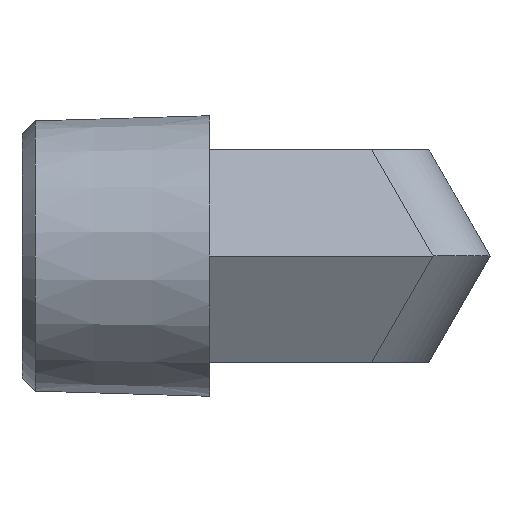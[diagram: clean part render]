
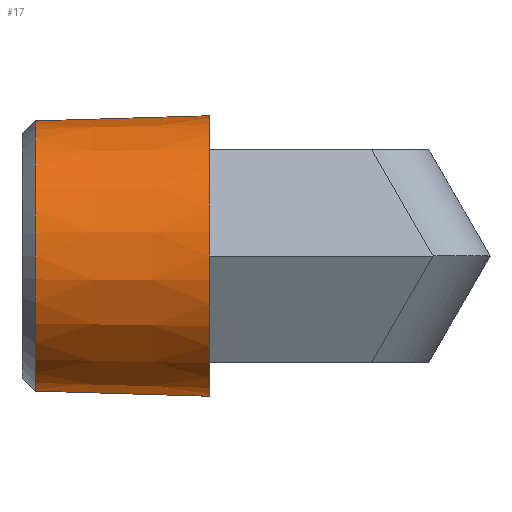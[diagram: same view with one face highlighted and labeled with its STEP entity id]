
A CAD part, left-side view. The second image highlights one B-rep face of the part: STEP entity #17.
In plain terms, the highlighted conical face has half-angle 1.7 degrees and reference radius 13.475 mm.
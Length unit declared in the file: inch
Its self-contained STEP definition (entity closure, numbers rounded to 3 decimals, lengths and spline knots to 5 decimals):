
#3 = CARTESIAN_POINT ( 'NONE',  ( 0., 1.72002, 0. ) ) ;
#17 = ADVANCED_FACE ( 'NONE', ( #1476 ), #1117, .T. ) ;
#62 = AXIS2_PLACEMENT_3D ( 'NONE', #1473, #773, #95 ) ;
#64 = CARTESIAN_POINT ( 'NONE',  ( 0., 1.06, -0.5305 ) ) ;
#91 = CARTESIAN_POINT ( 'NONE',  ( 0., 1.06, 0.5305 ) ) ;
#95 = DIRECTION ( 'NONE',  ( 0., 0., 1. ) ) ;
#129 = DIRECTION ( 'NONE',  ( 0., -1., 0. ) ) ;
#196 = LINE ( 'NONE', #786, #1297 ) ;
#207 = DIRECTION ( 'NONE',  ( 0., -1., 0.03 ) ) ;
#256 = LINE ( 'NONE', #1346, #292 ) ;
#292 = VECTOR ( 'NONE', #207, 39.37008 ) ;
#360 = EDGE_LOOP ( 'NONE', ( #1432, #1022, #1261, #400 ) ) ;
#382 = EDGE_CURVE ( 'NONE', #1119, #922, #196, .T. ) ;
#400 = ORIENTED_EDGE ( 'NONE', *, *, #1254, .F. ) ;
#436 = AXIS2_PLACEMENT_3D ( 'NONE', #3, #687, #803 ) ;
#483 = AXIS2_PLACEMENT_3D ( 'NONE', #689, #129, #1253 ) ;
#599 = VERTEX_POINT ( 'NONE', #1067 ) ;
#686 = EDGE_CURVE ( 'NONE', #599, #1119, #979, .T. ) ;
#687 = DIRECTION ( 'NONE',  ( 0., -1., 0. ) ) ;
#689 = CARTESIAN_POINT ( 'NONE',  ( 0., 1.06, 0. ) ) ;
#773 = DIRECTION ( 'NONE',  ( 0., 1., 0. ) ) ;
#786 = CARTESIAN_POINT ( 'NONE',  ( 0., 1.06, -0.5305 ) ) ;
#803 = DIRECTION ( 'NONE',  ( 0., 0., -1. ) ) ;
#922 = VERTEX_POINT ( 'NONE', #64 ) ;
#979 = CIRCLE ( 'NONE', #436, 0.51091 ) ;
#1022 = ORIENTED_EDGE ( 'NONE', *, *, #382, .T. ) ;
#1067 = CARTESIAN_POINT ( 'NONE',  ( 0., 1.72002, 0.51091 ) ) ;
#1117 = CONICAL_SURFACE ( 'NONE', #483, 0.5305, 0.03 ) ;
#1119 = VERTEX_POINT ( 'NONE', #1218 ) ;
#1131 = DIRECTION ( 'NONE',  ( 0., -1., -0.03 ) ) ;
#1160 = CIRCLE ( 'NONE', #62, 0.5305 ) ;
#1218 = CARTESIAN_POINT ( 'NONE',  ( 0., 1.72002, -0.51091 ) ) ;
#1234 = VERTEX_POINT ( 'NONE', #91 ) ;
#1247 = EDGE_CURVE ( 'NONE', #922, #1234, #1160, .T. ) ;
#1253 = DIRECTION ( 'NONE',  ( 0., 0., 1. ) ) ;
#1254 = EDGE_CURVE ( 'NONE', #599, #1234, #256, .T. ) ;
#1261 = ORIENTED_EDGE ( 'NONE', *, *, #1247, .T. ) ;
#1297 = VECTOR ( 'NONE', #1131, 39.37008 ) ;
#1346 = CARTESIAN_POINT ( 'NONE',  ( 0., 1.06, 0.5305 ) ) ;
#1432 = ORIENTED_EDGE ( 'NONE', *, *, #686, .T. ) ;
#1473 = CARTESIAN_POINT ( 'NONE',  ( 0., 1.06, 0. ) ) ;
#1476 = FACE_OUTER_BOUND ( 'NONE', #360, .T. ) ;
